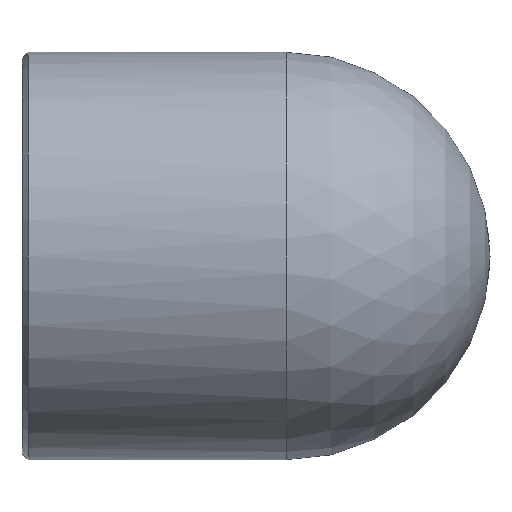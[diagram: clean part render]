
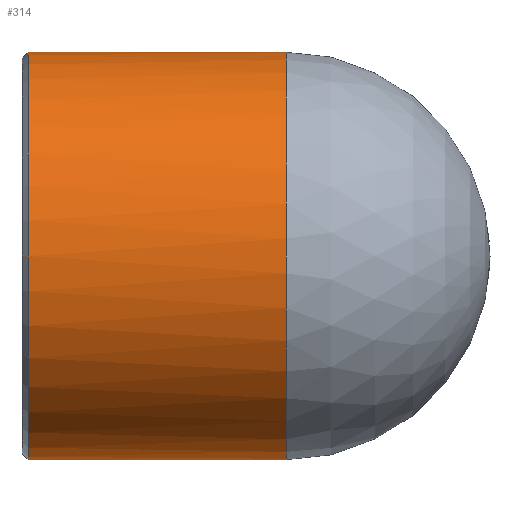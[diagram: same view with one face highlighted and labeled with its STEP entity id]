
A CAD part, left-side view. The second image highlights one B-rep face of the part: STEP entity #314.
In plain terms, the highlighted cylindrical face has radius 17 mm (diameter 34 mm), a full revolution.
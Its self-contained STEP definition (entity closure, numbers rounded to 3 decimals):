
#21=B_SPLINE_CURVE_WITH_KNOTS('',3,(#530,#531,#532,#533,#534,#535),
 .UNSPECIFIED.,.F.,.F.,(4,1,1,4),(0.,0.423,1.269,
1.481),.UNSPECIFIED.);
#22=B_SPLINE_CURVE_WITH_KNOTS('',3,(#538,#539,#540,#541,#542,#543,#544),
 .UNSPECIFIED.,.F.,.F.,(4,1,1,1,4),(1.481,1.692,2.115,
2.538,2.961),.UNSPECIFIED.);
#35=CYLINDRICAL_SURFACE('',#366,17.);
#50=FACE_OUTER_BOUND('',#72,.T.);
#72=EDGE_LOOP('',(#231,#232,#233,#234,#235,#236,#237));
#91=LINE('',#528,#101);
#101=VECTOR('',#434,17.);
#115=CIRCLE('',#362,17.);
#116=CIRCLE('',#363,17.);
#118=CIRCLE('',#367,17.);
#141=VERTEX_POINT('',#518);
#142=VERTEX_POINT('',#520);
#144=VERTEX_POINT('',#527);
#145=VERTEX_POINT('',#529);
#146=VERTEX_POINT('',#536);
#174=EDGE_CURVE('',#141,#142,#115,.T.);
#175=EDGE_CURVE('',#142,#141,#116,.T.);
#177=EDGE_CURVE('',#142,#144,#91,.T.);
#178=EDGE_CURVE('',#145,#144,#21,.T.);
#179=EDGE_CURVE('',#145,#146,#118,.T.);
#180=EDGE_CURVE('',#144,#146,#22,.T.);
#231=ORIENTED_EDGE('',*,*,#174,.F.);
#232=ORIENTED_EDGE('',*,*,#175,.F.);
#233=ORIENTED_EDGE('',*,*,#177,.T.);
#234=ORIENTED_EDGE('',*,*,#178,.F.);
#235=ORIENTED_EDGE('',*,*,#179,.T.);
#236=ORIENTED_EDGE('',*,*,#180,.F.);
#237=ORIENTED_EDGE('',*,*,#177,.F.);
#314=ADVANCED_FACE('',(#50),#35,.T.);
#362=AXIS2_PLACEMENT_3D('',#521,#424,#425);
#363=AXIS2_PLACEMENT_3D('',#522,#426,#427);
#366=AXIS2_PLACEMENT_3D('',#526,#432,#433);
#367=AXIS2_PLACEMENT_3D('',#537,#435,#436);
#424=DIRECTION('center_axis',(0.,1.,0.));
#425=DIRECTION('ref_axis',(1.,0.,0.));
#426=DIRECTION('center_axis',(0.,1.,0.));
#427=DIRECTION('ref_axis',(1.,0.,0.));
#432=DIRECTION('center_axis',(0.,1.,0.));
#433=DIRECTION('ref_axis',(-1.,0.,0.));
#434=DIRECTION('',(0.,-1.,0.));
#435=DIRECTION('center_axis',(0.,1.,0.));
#436=DIRECTION('ref_axis',(1.,0.,0.));
#518=CARTESIAN_POINT('',(-17.,27.5,0.));
#520=CARTESIAN_POINT('',(17.,27.5,0.));
#521=CARTESIAN_POINT('Origin',(0.,27.5,0.));
#522=CARTESIAN_POINT('Origin',(0.,27.5,0.));
#526=CARTESIAN_POINT('Origin',(0.,17.,0.));
#527=CARTESIAN_POINT('',(17.,12.998,0.));
#528=CARTESIAN_POINT('',(17.,17.,0.));
#529=CARTESIAN_POINT('',(13.51,6.,-10.319));
#530=CARTESIAN_POINT('Ctrl Pts',(13.51,6.,-10.319));
#531=CARTESIAN_POINT('Ctrl Pts',(13.93,7.18,-9.769));
#532=CARTESIAN_POINT('Ctrl Pts',(15.373,10.362,-7.702));
#533=CARTESIAN_POINT('Ctrl Pts',(16.831,12.715,-3.796));
#534=CARTESIAN_POINT('Ctrl Pts',(17.,12.998,-0.634));
#535=CARTESIAN_POINT('Ctrl Pts',(17.,12.998,0.));
#536=CARTESIAN_POINT('',(13.51,6.,10.319));
#537=CARTESIAN_POINT('Origin',(0.,6.,0.));
#538=CARTESIAN_POINT('Ctrl Pts',(17.,12.998,-0.004));
#539=CARTESIAN_POINT('Ctrl Pts',(16.999,12.998,0.629));
#540=CARTESIAN_POINT('Ctrl Pts',(16.895,12.83,2.529));
#541=CARTESIAN_POINT('Ctrl Pts',(16.211,11.699,5.488));
#542=CARTESIAN_POINT('Ctrl Pts',(14.888,9.307,8.373));
#543=CARTESIAN_POINT('Ctrl Pts',(13.93,7.18,9.769));
#544=CARTESIAN_POINT('Ctrl Pts',(13.51,6.,10.319));
